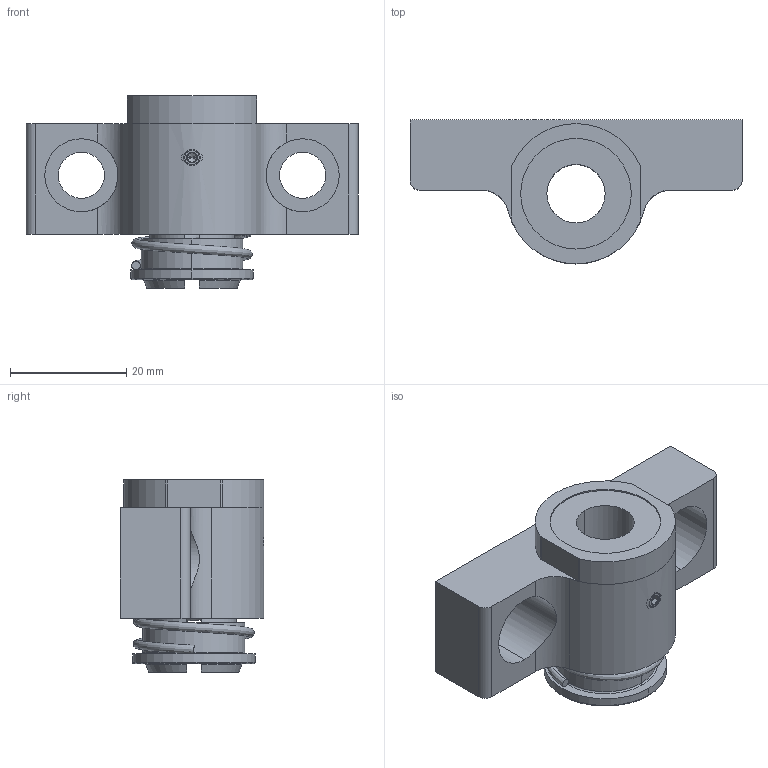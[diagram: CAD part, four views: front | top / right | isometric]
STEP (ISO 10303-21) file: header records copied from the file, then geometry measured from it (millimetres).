
FILE_DESCRIPTION (( 'STEP AP214' ), '1' );
FILE_NAME ('CRP162-00.STEP', '2015-10-19T22:43:30', ( '' ), ( '' ), 'SwSTEP 2.0', 'SolidWorks 2015', '' );
FILE_SCHEMA (( 'AUTOMOTIVE_DESIGN' ));
Length unit declared in the file: millimetre
Products named in the file (7): 92313A142_6-32_SETSCREW_92313A142; CRP162-02; C-063; CRP162-01; CRP161-02; CRP161-01; CRP162-00
Assembly tree (6 placements, depth 2):
  CRP162-00
    CRP161-01
    CRP161-02
    CRP162-01
    C-063
    CRP162-02
    92313A142_6-32_SETSCREW_92313A142
Bounding box: 57.15 x 24.77 x 33.08 mm (x, y, z)
Volume: 15962.5 mm3; surface area: 12471.3 mm2
Topology: 6 solids, 6 shells, 156 faces, 376 edges, 234 vertices
Faces by surface type: cylinder 60, plane 53, cone 17, torus 16, bspline 10
Entity records: 7542 total; most frequent: CARTESIAN_POINT 3614, DIRECTION 796, ORIENTED_EDGE 744, EDGE_CURVE 372, AXIS2_PLACEMENT_3D 324, VERTEX_POINT 234, EDGE_LOOP 176, CIRCLE 169
